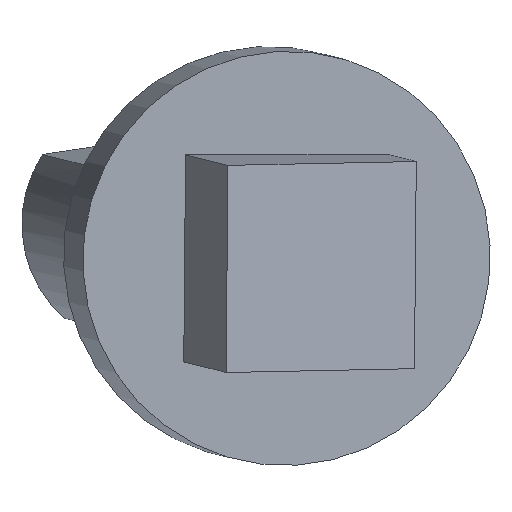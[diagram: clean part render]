
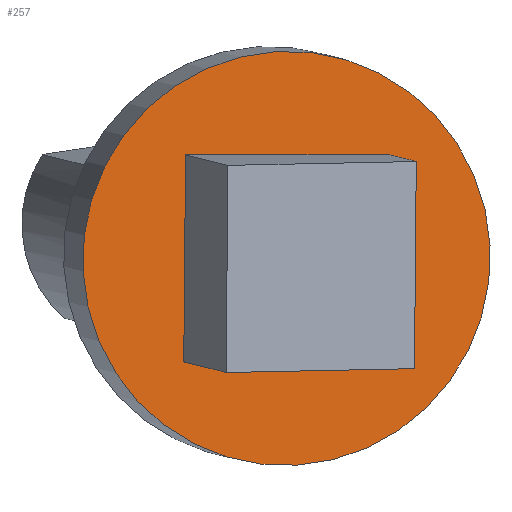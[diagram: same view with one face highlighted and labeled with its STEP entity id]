
A CAD part, front view. The second image highlights one B-rep face of the part: STEP entity #257.
In plain terms, the highlighted planar face has unit normal (0.186, -0.982, -0.046).
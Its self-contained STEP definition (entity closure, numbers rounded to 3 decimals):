
#20=FACE_BOUND('',#52,.T.);
#34=FACE_OUTER_BOUND('',#51,.T.);
#51=EDGE_LOOP('',(#222));
#52=EDGE_LOOP('',(#223,#224,#225,#226));
#71=LINE('',#425,#94);
#74=LINE('',#430,#97);
#75=LINE('',#433,#98);
#77=LINE('',#436,#100);
#94=VECTOR('',#350,10.);
#97=VECTOR('',#355,10.);
#98=VECTOR('',#358,10.);
#100=VECTOR('',#362,10.);
#110=CIRCLE('',#295,5.);
#128=VERTEX_POINT('',#422);
#129=VERTEX_POINT('',#424);
#130=VERTEX_POINT('',#428);
#131=VERTEX_POINT('',#432);
#132=VERTEX_POINT('',#438);
#157=EDGE_CURVE('',#129,#128,#71,.T.);
#160=EDGE_CURVE('',#128,#130,#74,.T.);
#161=EDGE_CURVE('',#130,#131,#75,.T.);
#163=EDGE_CURVE('',#131,#129,#77,.T.);
#164=EDGE_CURVE('',#132,#132,#110,.T.);
#222=ORIENTED_EDGE('',*,*,#164,.F.);
#223=ORIENTED_EDGE('',*,*,#161,.T.);
#224=ORIENTED_EDGE('',*,*,#163,.T.);
#225=ORIENTED_EDGE('',*,*,#157,.T.);
#226=ORIENTED_EDGE('',*,*,#160,.T.);
#243=PLANE('',#294);
#257=ADVANCED_FACE('',(#34,#20),#243,.T.);
#294=AXIS2_PLACEMENT_3D('',#437,#363,#364);
#295=AXIS2_PLACEMENT_3D('',#439,#365,#366);
#350=DIRECTION('',(-0.009,0.045,-0.999));
#355=DIRECTION('',(-0.983,-0.186,0.));
#358=DIRECTION('',(0.009,-0.045,0.999));
#362=DIRECTION('',(0.983,0.186,0.));
#363=DIRECTION('center_axis',(0.186,-0.982,-0.046));
#364=DIRECTION('ref_axis',(-0.983,-0.186,0.));
#365=DIRECTION('center_axis',(-0.186,0.982,0.046));
#366=DIRECTION('ref_axis',(0.904,0.152,0.4));
#422=CARTESIAN_POINT('',(-334.626,-72.816,96.75));
#424=CARTESIAN_POINT('',(-334.583,-73.043,101.745));
#425=CARTESIAN_POINT('',(-334.615,-72.873,97.999));
#428=CARTESIAN_POINT('',(-339.539,-73.746,96.75));
#430=CARTESIAN_POINT('',(-338.311,-73.513,96.75));
#432=CARTESIAN_POINT('',(-339.496,-73.973,101.745));
#433=CARTESIAN_POINT('',(-339.507,-73.916,100.496));
#436=CARTESIAN_POINT('',(-335.811,-73.275,101.745));
#437=CARTESIAN_POINT('Origin',(-337.061,-73.394,99.247));
#438=CARTESIAN_POINT('',(-341.581,-74.155,97.25));
#439=CARTESIAN_POINT('Origin',(-337.061,-73.394,99.247));
